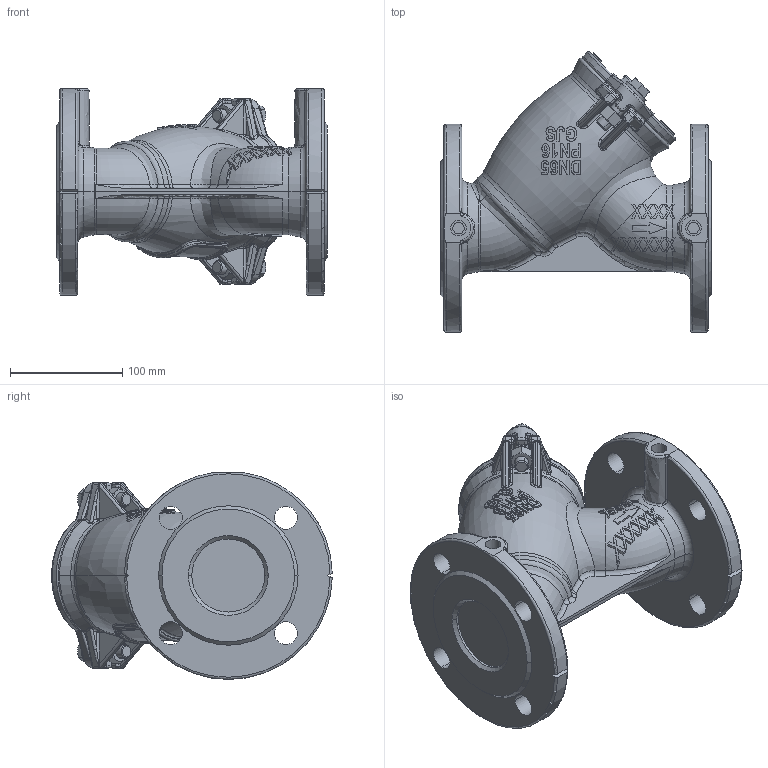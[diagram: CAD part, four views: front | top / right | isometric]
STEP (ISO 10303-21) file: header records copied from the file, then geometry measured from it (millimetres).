
FILE_DESCRIPTION (( 'STEP AP203' ), '1' );
FILE_NAME ('outline drawing^91000652XXXXXXXXXX.STEP', '2014-02-12T08:46:46', ( '' ), ( '' ), 'SwSTEP 2.0', 'SolidWorks 2012', '' );
FILE_SCHEMA (( 'CONFIG_CONTROL_DESIGN' ));
Length unit declared in the file: millimetre
Products named in the file (1): outline drawing^91000652XXXXXXXXXX
Bounding box: 241 x 249.54 x 184.09 mm (x, y, z)
Volume: 2947759.5 mm3; surface area: 240504.5 mm2
Topology: 1 solids, 1 shells, 1560 faces, 3955 edges, 2468 vertices
Faces by surface type: plane 613, bspline 483, cylinder 213, torus 146, sphere 54, cone 51
Entity records: 78331 total; most frequent: CARTESIAN_POINT 45078, ORIENTED_EDGE 7834, DIRECTION 5394, EDGE_CURVE 3917, VERTEX_POINT 2456, AXIS2_PLACEMENT_3D 1907, EDGE_LOOP 1677, VECTOR 1580
